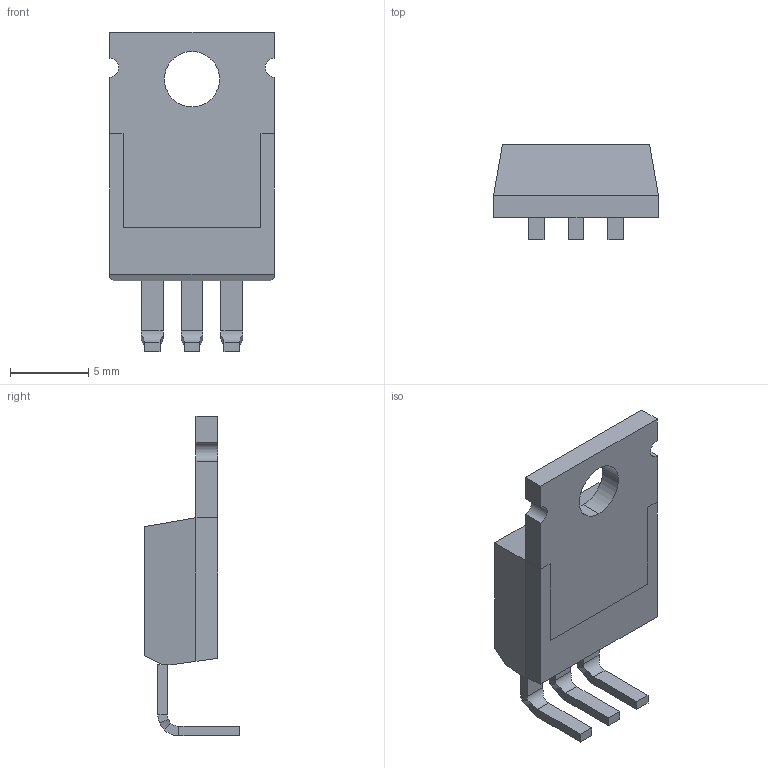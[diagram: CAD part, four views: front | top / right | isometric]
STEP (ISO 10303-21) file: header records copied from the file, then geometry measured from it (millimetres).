
FILE_DESCRIPTION (( 'STEP AP214' ), '1' );
FILE_NAME ('TO220-H.STEP', '2025-09-07T15:19:01', ( '' ), ( '' ), 'SwSTEP 2.0', 'SolidWorks 2024', '' );
FILE_SCHEMA (( 'AUTOMOTIVE_DESIGN' ));
Length unit declared in the file: millimetre
Products named in the file (1): TO220-H
Bounding box: 10.52 x 6.09 x 20.39 mm (x, y, z)
Volume: 526.1 mm3; surface area: 770.6 mm2
Topology: 5 solids, 5 shells, 94 faces, 258 edges, 182 vertices
Faces by surface type: plane 78, cylinder 10, bspline 6
Entity records: 3933 total; most frequent: CARTESIAN_POINT 1093, ORIENTED_EDGE 516, DIRECTION 416, EDGE_CURVE 258, VERTEX_POINT 182, LINE 174, VECTOR 174, AXIS2_PLACEMENT_3D 121
